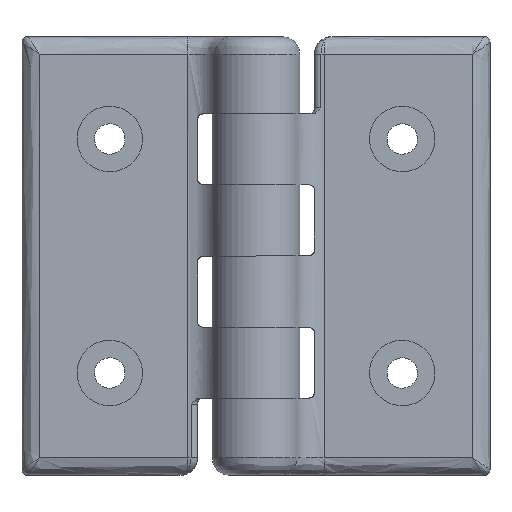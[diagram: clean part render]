
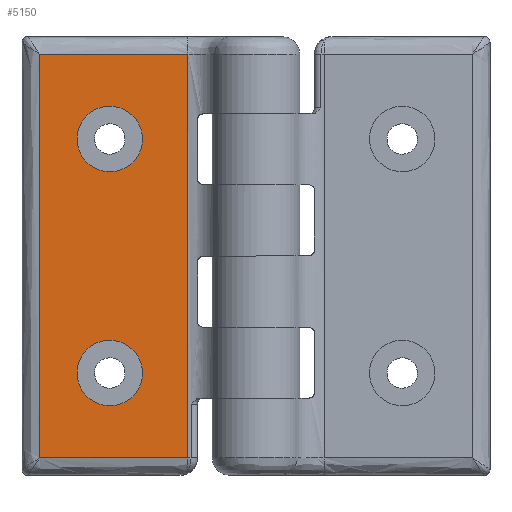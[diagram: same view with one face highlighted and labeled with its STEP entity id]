
A CAD part, front view. The second image highlights one B-rep face of the part: STEP entity #5150.
In plain terms, the highlighted free-form (B-spline) face has degree [1, 1] with [2, 2] control points.
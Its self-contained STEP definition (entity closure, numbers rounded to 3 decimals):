
#1278=CARTESIAN_POINT('',(19.439,0.5,18.161));
#1279=VERTEX_POINT('',#1278);
#1285=CARTESIAN_POINT('',(25.0,0.5,11.9));
#1286=VERTEX_POINT('',#1285);
#1287=CARTESIAN_POINT('',(19.439,0.5,18.161));
#1288=CARTESIAN_POINT('',(19.4,0.5,17.832));
#1289=CARTESIAN_POINT('',(19.4,0.5,17.5));
#1290=CARTESIAN_POINT('',(19.4,0.5,11.9));
#1291=CARTESIAN_POINT('',(25.0,0.5,11.9));
#1299=(BOUNDED_CURVE()B_SPLINE_CURVE(2,(#1287,#1288,#1289,#1290,#1291),.UNSPECIFIED.,.F.,.U.)B_SPLINE_CURVE_WITH_KNOTS((3,2,3),(0.23,0.25,0.5),.UNSPECIFIED.)CURVE()GEOMETRIC_REPRESENTATION_ITEM()RATIONAL_B_SPLINE_CURVE((0.956,0.976,1.0,0.707,1.0))REPRESENTATION_ITEM(''));
#1300=EDGE_CURVE('',#1279,#1286,#1299,.T.);
#1302=CARTESIAN_POINT('',(30.59,0.5,17.158));
#1303=VERTEX_POINT('',#1302);
#1304=CARTESIAN_POINT('',(25.0,0.5,11.9));
#1305=CARTESIAN_POINT('',(30.268,0.5,11.9));
#1306=CARTESIAN_POINT('',(30.59,0.5,17.158));
#1314=(BOUNDED_CURVE()B_SPLINE_CURVE(2,(#1304,#1305,#1306),.UNSPECIFIED.,.F.,.U.)B_SPLINE_CURVE_WITH_KNOTS((3,3),(0.5,0.739),.UNSPECIFIED.)CURVE()GEOMETRIC_REPRESENTATION_ITEM()RATIONAL_B_SPLINE_CURVE((1.0,0.72,0.976))REPRESENTATION_ITEM(''));
#1315=EDGE_CURVE('',#1286,#1303,#1314,.T.);
#1389=CARTESIAN_POINT('',(25.0,0.5,23.1));
#1390=VERTEX_POINT('',#1389);
#1391=CARTESIAN_POINT('',(30.59,0.5,17.158));
#1392=CARTESIAN_POINT('',(30.6,0.5,17.329));
#1393=CARTESIAN_POINT('',(30.6,0.5,17.5));
#1394=CARTESIAN_POINT('',(30.6,0.5,23.1));
#1395=CARTESIAN_POINT('',(25.0,0.5,23.1));
#1403=(BOUNDED_CURVE()B_SPLINE_CURVE(2,(#1391,#1392,#1393,#1394,#1395),.UNSPECIFIED.,.F.,.U.)B_SPLINE_CURVE_WITH_KNOTS((3,2,3),(0.739,0.75,1.0),.UNSPECIFIED.)CURVE()GEOMETRIC_REPRESENTATION_ITEM()RATIONAL_B_SPLINE_CURVE((0.976,0.988,1.0,0.707,1.0))REPRESENTATION_ITEM(''));
#1404=EDGE_CURVE('',#1303,#1390,#1403,.T.);
#1406=CARTESIAN_POINT('',(25.0,0.5,23.1));
#1407=CARTESIAN_POINT('',(20.026,0.5,23.1));
#1408=CARTESIAN_POINT('',(19.439,0.5,18.161));
#1416=(BOUNDED_CURVE()B_SPLINE_CURVE(2,(#1406,#1407,#1408),.UNSPECIFIED.,.F.,.U.)B_SPLINE_CURVE_WITH_KNOTS((3,3),(0.0,0.23),.UNSPECIFIED.)CURVE()GEOMETRIC_REPRESENTATION_ITEM()RATIONAL_B_SPLINE_CURVE((1.0,0.731,0.956))REPRESENTATION_ITEM(''));
#1417=EDGE_CURVE('',#1390,#1279,#1416,.T.);
#1464=CARTESIAN_POINT('',(19.439,0.5,58.161));
#1465=VERTEX_POINT('',#1464);
#1471=CARTESIAN_POINT('',(25.0,0.5,51.9));
#1472=VERTEX_POINT('',#1471);
#1473=CARTESIAN_POINT('',(19.439,0.5,58.161));
#1474=CARTESIAN_POINT('',(19.4,0.5,57.832));
#1475=CARTESIAN_POINT('',(19.4,0.5,57.5));
#1476=CARTESIAN_POINT('',(19.4,0.5,51.9));
#1477=CARTESIAN_POINT('',(25.0,0.5,51.9));
#1485=(BOUNDED_CURVE()B_SPLINE_CURVE(2,(#1473,#1474,#1475,#1476,#1477),.UNSPECIFIED.,.F.,.U.)B_SPLINE_CURVE_WITH_KNOTS((3,2,3),(0.23,0.25,0.5),.UNSPECIFIED.)CURVE()GEOMETRIC_REPRESENTATION_ITEM()RATIONAL_B_SPLINE_CURVE((0.956,0.976,1.0,0.707,1.0))REPRESENTATION_ITEM(''));
#1486=EDGE_CURVE('',#1465,#1472,#1485,.T.);
#1488=CARTESIAN_POINT('',(30.59,0.5,57.158));
#1489=VERTEX_POINT('',#1488);
#1490=CARTESIAN_POINT('',(25.0,0.5,51.9));
#1491=CARTESIAN_POINT('',(30.268,0.5,51.9));
#1492=CARTESIAN_POINT('',(30.59,0.5,57.158));
#1500=(BOUNDED_CURVE()B_SPLINE_CURVE(2,(#1490,#1491,#1492),.UNSPECIFIED.,.F.,.U.)B_SPLINE_CURVE_WITH_KNOTS((3,3),(0.5,0.739),.UNSPECIFIED.)CURVE()GEOMETRIC_REPRESENTATION_ITEM()RATIONAL_B_SPLINE_CURVE((1.0,0.72,0.976))REPRESENTATION_ITEM(''));
#1501=EDGE_CURVE('',#1472,#1489,#1500,.T.);
#1575=CARTESIAN_POINT('',(25.0,0.5,63.1));
#1576=VERTEX_POINT('',#1575);
#1577=CARTESIAN_POINT('',(30.59,0.5,57.158));
#1578=CARTESIAN_POINT('',(30.6,0.5,57.329));
#1579=CARTESIAN_POINT('',(30.6,0.5,57.5));
#1580=CARTESIAN_POINT('',(30.6,0.5,63.1));
#1581=CARTESIAN_POINT('',(25.0,0.5,63.1));
#1589=(BOUNDED_CURVE()B_SPLINE_CURVE(2,(#1577,#1578,#1579,#1580,#1581),.UNSPECIFIED.,.F.,.U.)B_SPLINE_CURVE_WITH_KNOTS((3,2,3),(0.739,0.75,1.0),.UNSPECIFIED.)CURVE()GEOMETRIC_REPRESENTATION_ITEM()RATIONAL_B_SPLINE_CURVE((0.976,0.988,1.0,0.707,1.0))REPRESENTATION_ITEM(''));
#1590=EDGE_CURVE('',#1489,#1576,#1589,.T.);
#1592=CARTESIAN_POINT('',(25.0,0.5,63.1));
#1593=CARTESIAN_POINT('',(20.026,0.5,63.1));
#1594=CARTESIAN_POINT('',(19.439,0.5,58.161));
#1602=(BOUNDED_CURVE()B_SPLINE_CURVE(2,(#1592,#1593,#1594),.UNSPECIFIED.,.F.,.U.)B_SPLINE_CURVE_WITH_KNOTS((3,3),(0.0,0.23),.UNSPECIFIED.)CURVE()GEOMETRIC_REPRESENTATION_ITEM()RATIONAL_B_SPLINE_CURVE((1.0,0.731,0.956))REPRESENTATION_ITEM(''));
#1603=EDGE_CURVE('',#1576,#1465,#1602,.T.);
#3765=CARTESIAN_POINT('',(37.0,0.5,3.0));
#3766=VERTEX_POINT('',#3765);
#3908=CARTESIAN_POINT('',(37.0,0.5,72.0));
#3909=VERTEX_POINT('',#3908);
#4045=CARTESIAN_POINT('',(11.662,0.5,3.0));
#4046=VERTEX_POINT('',#4045);
#4110=CARTESIAN_POINT('',(11.662,0.5,3.0));
#4111=CARTESIAN_POINT('',(37.0,0.5,3.0));
#4112=QUASI_UNIFORM_CURVE('',1,(#4110,#4111),.UNSPECIFIED.,.F.,.U.);
#4113=EDGE_CURVE('',#4046,#3766,#4112,.T.);
#4139=CARTESIAN_POINT('',(37.0,0.5,3.0));
#4140=CARTESIAN_POINT('',(37.0,0.5,72.0));
#4141=QUASI_UNIFORM_CURVE('',1,(#4139,#4140),.UNSPECIFIED.,.F.,.U.);
#4142=EDGE_CURVE('',#3766,#3909,#4141,.T.);
#4393=CARTESIAN_POINT('',(11.662,0.5,72.0));
#4394=VERTEX_POINT('',#4393);
#4395=CARTESIAN_POINT('',(37.0,0.5,72.0));
#4396=CARTESIAN_POINT('',(11.662,0.5,72.0));
#4397=QUASI_UNIFORM_CURVE('',1,(#4395,#4396),.UNSPECIFIED.,.F.,.U.);
#4398=EDGE_CURVE('',#3909,#4394,#4397,.T.);
#4555=CARTESIAN_POINT('',(11.662,0.5,72.0));
#4556=CARTESIAN_POINT('',(11.662,0.5,3.0));
#4557=QUASI_UNIFORM_CURVE('',1,(#4555,#4556),.UNSPECIFIED.,.F.,.U.);
#4558=EDGE_CURVE('',#4394,#4046,#4557,.T.);
#5127=CARTESIAN_POINT('',(10.396,0.5,75.447));
#5128=CARTESIAN_POINT('',(10.396,0.5,-0.447));
#5129=CARTESIAN_POINT('',(38.266,0.5,75.447));
#5130=CARTESIAN_POINT('',(38.266,0.5,-0.447));
#5131=B_SPLINE_SURFACE_WITH_KNOTS('',1,1,((#5127,#5129),(#5128,#5130)),.UNSPECIFIED.,.F.,.F.,.U.,(2,2),(2,2),(0.0,75.893),(0.0,27.869),.UNSPECIFIED.);
#5132=ORIENTED_EDGE('',*,*,#4558,.T.);
#5133=ORIENTED_EDGE('',*,*,#4113,.T.);
#5134=ORIENTED_EDGE('',*,*,#4142,.T.);
#5135=ORIENTED_EDGE('',*,*,#4398,.T.);
#5136=EDGE_LOOP('',(#5132,#5133,#5134,#5135));
#5137=FACE_OUTER_BOUND('',#5136,.T.);
#5138=ORIENTED_EDGE('',*,*,#1501,.F.);
#5139=ORIENTED_EDGE('',*,*,#1486,.F.);
#5140=ORIENTED_EDGE('',*,*,#1603,.F.);
#5141=ORIENTED_EDGE('',*,*,#1590,.F.);
#5142=EDGE_LOOP('',(#5138,#5139,#5140,#5141));
#5143=FACE_BOUND('',#5142,.T.);
#5144=ORIENTED_EDGE('',*,*,#1315,.F.);
#5145=ORIENTED_EDGE('',*,*,#1300,.F.);
#5146=ORIENTED_EDGE('',*,*,#1417,.F.);
#5147=ORIENTED_EDGE('',*,*,#1404,.F.);
#5148=EDGE_LOOP('',(#5144,#5145,#5146,#5147));
#5149=FACE_BOUND('',#5148,.T.);
#5150=ADVANCED_FACE('',(#5137,#5143,#5149),#5131,.T.);
